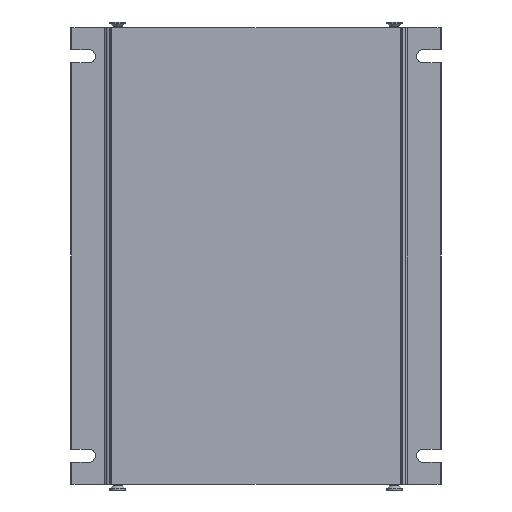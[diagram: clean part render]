
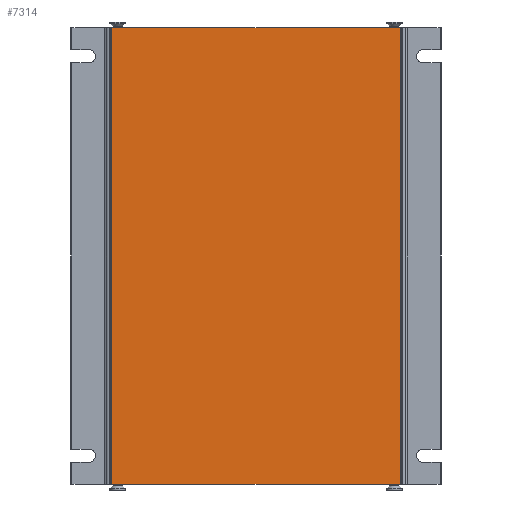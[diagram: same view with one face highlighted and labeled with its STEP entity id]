
A CAD part, front view. The second image highlights one B-rep face of the part: STEP entity #7314.
In plain terms, the highlighted planar face has unit normal (0, -1, 0).
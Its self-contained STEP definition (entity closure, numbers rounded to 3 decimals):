
#455=PLANE('',#7881);
#664=FACE_OUTER_BOUND('',#1040,.T.);
#1040=EDGE_LOOP('',(#5398,#5399,#5400,#5401));
#1388=LINE('',#10726,#2067);
#1456=LINE('',#10926,#2135);
#1532=LINE('',#11137,#2211);
#1534=LINE('',#11140,#2213);
#2067=VECTOR('',#8559,101.1);
#2135=VECTOR('',#8765,101.1);
#2211=VECTOR('',#8987,160.);
#2213=VECTOR('',#8991,160.);
#3137=VERTEX_POINT('',#10723);
#3138=VERTEX_POINT('',#10725);
#3200=VERTEX_POINT('',#10923);
#3201=VERTEX_POINT('',#10925);
#3870=EDGE_CURVE('',#3137,#3138,#1388,.T.);
#3970=EDGE_CURVE('',#3200,#3201,#1456,.T.);
#4080=EDGE_CURVE('',#3201,#3137,#1532,.T.);
#4082=EDGE_CURVE('',#3138,#3200,#1534,.T.);
#5398=ORIENTED_EDGE('',*,*,#4080,.F.);
#5399=ORIENTED_EDGE('',*,*,#3970,.F.);
#5400=ORIENTED_EDGE('',*,*,#4082,.F.);
#5401=ORIENTED_EDGE('',*,*,#3870,.F.);
#7314=ADVANCED_FACE('',(#664),#455,.F.);
#7881=AXIS2_PLACEMENT_3D('',#11139,#8989,#8990);
#8559=DIRECTION('',(1.,0.,0.));
#8765=DIRECTION('',(-1.,0.,0.));
#8987=DIRECTION('',(0.,0.,1.));
#8989=DIRECTION('center_axis',(0.,1.,0.));
#8990=DIRECTION('ref_axis',(0.,0.,1.));
#8991=DIRECTION('',(0.,0.,-1.));
#10723=CARTESIAN_POINT('',(-50.55,-10.5,80.));
#10725=CARTESIAN_POINT('',(50.55,-10.5,80.));
#10726=CARTESIAN_POINT('',(-50.55,-10.5,80.));
#10923=CARTESIAN_POINT('',(50.55,-10.5,-80.));
#10925=CARTESIAN_POINT('',(-50.55,-10.5,-80.));
#10926=CARTESIAN_POINT('',(50.55,-10.5,-80.));
#11137=CARTESIAN_POINT('',(-50.55,-10.5,-80.));
#11139=CARTESIAN_POINT('Origin',(-50.75,-10.5,80.));
#11140=CARTESIAN_POINT('',(50.55,-10.5,80.));
